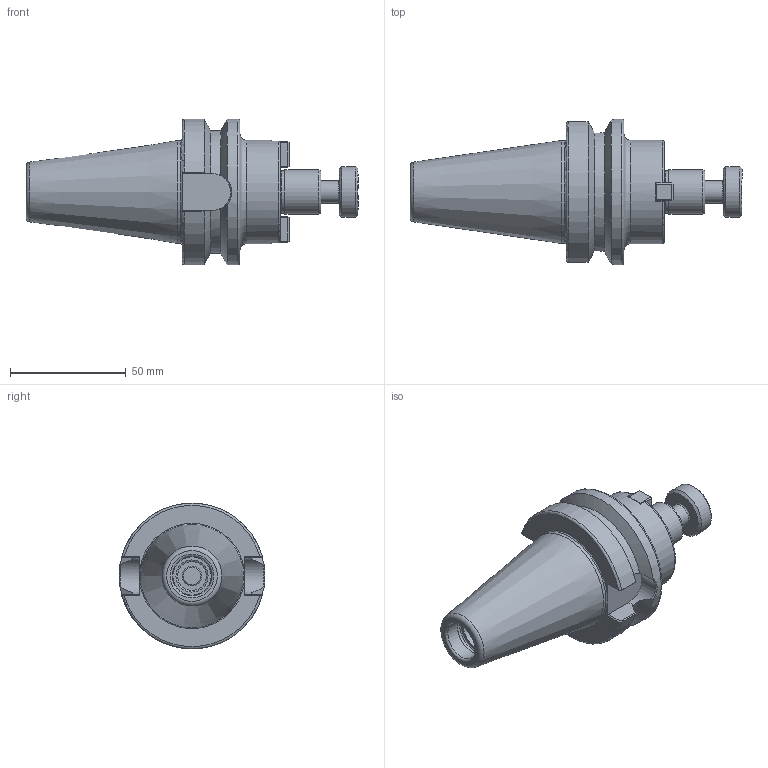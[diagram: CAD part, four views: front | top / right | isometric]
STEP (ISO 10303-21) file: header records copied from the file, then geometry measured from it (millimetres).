
FILE_DESCRIPTION(/* description */ (''),/* implementation_level */ '2;1');
FILE_NAME(/* name */ 'BT40-SM075-0175.stp',/* time_stamp */ '2019-07-23T10:53:49-05:00',/* author */ ('ldfli'),/* organization */ (''),/* preprocessor_version */ 'ST-DEVELOPER v18',/* originating_system */ 'Autodesk Inventor LT',/* authorisation */ '');
FILE_SCHEMA (('AUTOMOTIVE_DESIGN { 1 0 10303 214 3 1 1 }'));
Length unit declared in the file: millimetre
Products named in the file (1): BT40-SM075-0175
Bounding box: 143.4 x 63 x 63 mm (x, y, z)
Volume: 154876.3 mm3; surface area: 30473 mm2
Topology: 4 solids, 4 shells, 187 faces, 460 edges, 300 vertices
Faces by surface type: plane 117, cylinder 31, cone 16, torus 13, bspline 10
Full cylindrical faces by diameter (mm): 2.459 x2, 3 x2, 3.3 x2, 5.5 x2, 5.8 x2, 8.382 x1, 9.53 x1, 13 x1, 13.835 x1, 17 x1, 17.5 x1, 18.55 x1, 19.05 x1, 22 x1, 44.57 x1, 63 x1
Entity records: 6059 total; most frequent: CARTESIAN_POINT 1575, DIRECTION 923, ORIENTED_EDGE 916, EDGE_CURVE 458, AXIS2_PLACEMENT_3D 334, VERTEX_POINT 300, LINE 255, VECTOR 255
